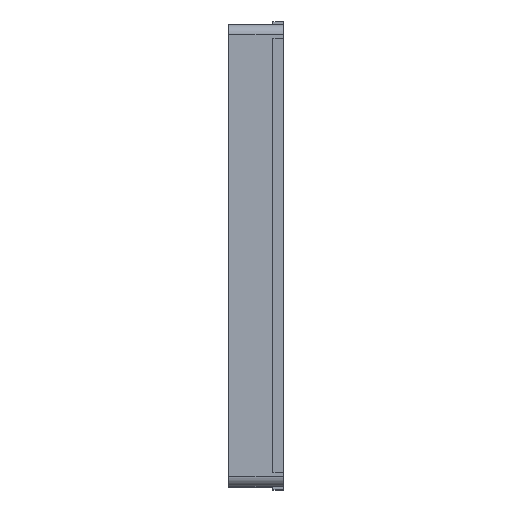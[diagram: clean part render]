
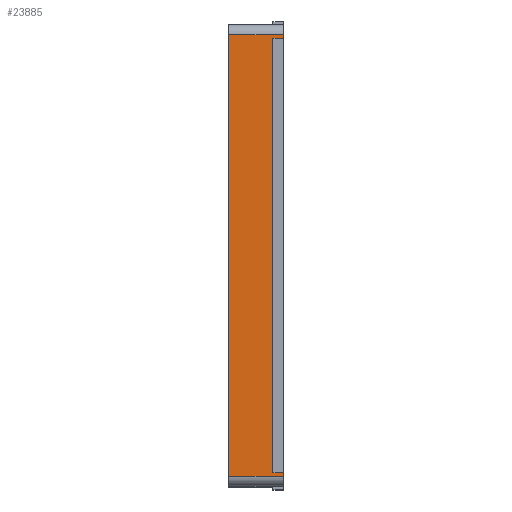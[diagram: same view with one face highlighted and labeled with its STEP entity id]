
A CAD part, top view. The second image highlights one B-rep face of the part: STEP entity #23885.
In plain terms, the highlighted planar face has unit normal (0, 0, 1).
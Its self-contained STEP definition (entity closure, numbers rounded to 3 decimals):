
#4062=FACE_OUTER_BOUND('',#5421,.T.);
#5421=EDGE_LOOP('',(#17863,#17864,#17865,#17866,#17867,#17868,#17869,#17870));
#6902=LINE('',#36861,#8745);
#6906=LINE('',#36869,#8749);
#6989=LINE('',#37923,#8832);
#6990=LINE('',#37926,#8833);
#6991=LINE('',#37928,#8834);
#6992=LINE('',#37929,#8835);
#6993=LINE('',#37931,#8836);
#6994=LINE('',#37932,#8837);
#8745=VECTOR('',#28975,0.005);
#8749=VECTOR('',#28979,0.005);
#8832=VECTOR('',#29478,0.08);
#8833=VECTOR('',#29481,0.015);
#8834=VECTOR('',#29482,0.64);
#8835=VECTOR('',#29483,0.015);
#8836=VECTOR('',#29484,0.65);
#8837=VECTOR('',#29485,0.08);
#10668=VERTEX_POINT('',#36858);
#10669=VERTEX_POINT('',#36860);
#10672=VERTEX_POINT('',#36866);
#10673=VERTEX_POINT('',#36868);
#10839=VERTEX_POINT('',#37921);
#10840=VERTEX_POINT('',#37925);
#10841=VERTEX_POINT('',#37927);
#10842=VERTEX_POINT('',#37930);
#13180=EDGE_CURVE('',#10668,#10669,#6902,.T.);
#13184=EDGE_CURVE('',#10672,#10673,#6906,.T.);
#13439=EDGE_CURVE('',#10668,#10839,#6989,.T.);
#13440=EDGE_CURVE('',#10840,#10672,#6990,.T.);
#13441=EDGE_CURVE('',#10840,#10841,#6991,.T.);
#13442=EDGE_CURVE('',#10841,#10669,#6992,.T.);
#13443=EDGE_CURVE('',#10839,#10842,#6993,.T.);
#13444=EDGE_CURVE('',#10673,#10842,#6994,.T.);
#17863=ORIENTED_EDGE('',*,*,#13440,.F.);
#17864=ORIENTED_EDGE('',*,*,#13441,.T.);
#17865=ORIENTED_EDGE('',*,*,#13442,.T.);
#17866=ORIENTED_EDGE('',*,*,#13180,.F.);
#17867=ORIENTED_EDGE('',*,*,#13439,.T.);
#17868=ORIENTED_EDGE('',*,*,#13443,.T.);
#17869=ORIENTED_EDGE('',*,*,#13444,.F.);
#17870=ORIENTED_EDGE('',*,*,#13184,.F.);
#23141=PLANE('',#25746);
#23885=ADVANCED_FACE('',(#4062),#23141,.T.);
#25746=AXIS2_PLACEMENT_3D('',#37924,#29479,#29480);
#28975=DIRECTION('',(0.,-1.,0.));
#28979=DIRECTION('',(0.,-1.,0.));
#29478=DIRECTION('',(-1.,0.,0.));
#29479=DIRECTION('center_axis',(0.,0.,1.));
#29480=DIRECTION('ref_axis',(1.,0.,0.));
#29481=DIRECTION('',(1.,0.,0.));
#29482=DIRECTION('',(0.,1.,0.));
#29483=DIRECTION('',(1.,0.,0.));
#29484=DIRECTION('',(0.,-1.,0.));
#29485=DIRECTION('',(-1.,0.,0.));
#36858=CARTESIAN_POINT('',(0.08,0.325,0.347));
#36860=CARTESIAN_POINT('',(0.08,0.32,0.347));
#36861=CARTESIAN_POINT('',(0.08,0.325,0.347));
#36866=CARTESIAN_POINT('',(0.08,-0.32,0.347));
#36868=CARTESIAN_POINT('',(0.08,-0.325,0.347));
#36869=CARTESIAN_POINT('',(0.08,-0.32,0.347));
#37921=CARTESIAN_POINT('',(0.,0.325,0.347));
#37923=CARTESIAN_POINT('',(0.08,0.325,0.347));
#37924=CARTESIAN_POINT('Origin',(0.08,0.325,0.347));
#37925=CARTESIAN_POINT('',(0.065,-0.32,0.347));
#37926=CARTESIAN_POINT('',(0.065,-0.32,0.347));
#37927=CARTESIAN_POINT('',(0.065,0.32,0.347));
#37928=CARTESIAN_POINT('',(0.065,-0.32,0.347));
#37929=CARTESIAN_POINT('',(0.065,0.32,0.347));
#37930=CARTESIAN_POINT('',(0.,-0.325,0.347));
#37931=CARTESIAN_POINT('',(0.,0.325,0.347));
#37932=CARTESIAN_POINT('',(0.08,-0.325,0.347));
